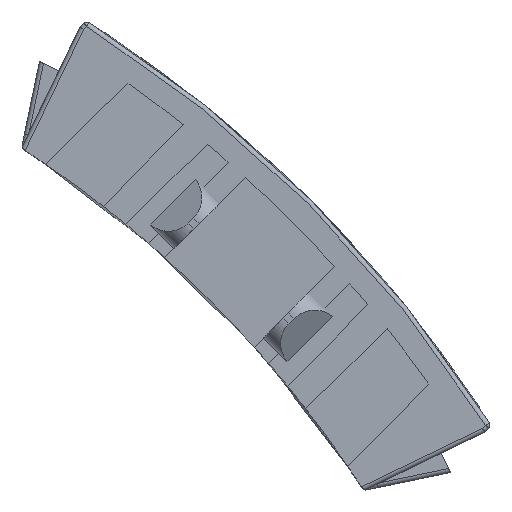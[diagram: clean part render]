
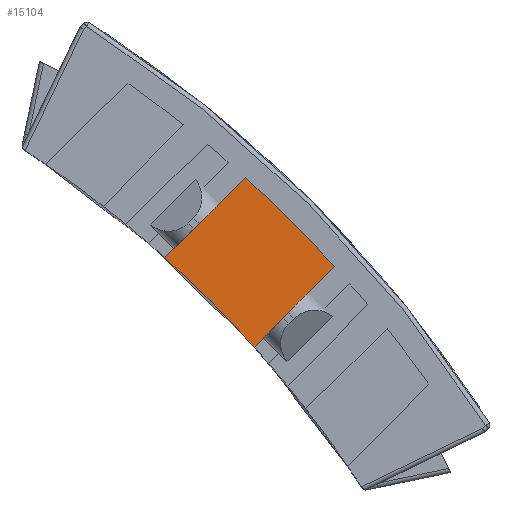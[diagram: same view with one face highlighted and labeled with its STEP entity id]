
A CAD part, front view. The second image highlights one B-rep face of the part: STEP entity #15104.
In plain terms, the highlighted planar face has unit normal (0, -1, 0).
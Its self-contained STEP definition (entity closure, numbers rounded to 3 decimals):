
#650 = EDGE_CURVE ( 'NONE', #9477, #9668, #8928, .T. ) ;
#660 = EDGE_CURVE ( 'NONE', #9586, #9668, #8938, .T. ) ;
#663 = EDGE_CURVE ( 'NONE', #9586, #9588, #8943, .T. ) ;
#665 = EDGE_CURVE ( 'NONE', #9588, #9477, #8945, .T. ) ;
#1559 = CARTESIAN_POINT ( 'NONE',  ( 65.623, 1.5, 59.46 ) ) ;
#1668 = CARTESIAN_POINT ( 'NONE',  ( 53.792, 1.5, 60.053 ) ) ;
#1670 = CARTESIAN_POINT ( 'NONE',  ( 60.053, 1.5, 53.792 ) ) ;
#1750 = CARTESIAN_POINT ( 'NONE',  ( 59.46, 1.5, 65.623 ) ) ;
#4272 = AXIS2_PLACEMENT_3D ( 'NONE', #8169, #8186, #8188 ) ;
#7651 = FACE_OUTER_BOUND ( 'NONE', #10231, .T. ) ;
#8169 = CARTESIAN_POINT ( 'NONE',  ( 0., 1.5, 0. ) ) ;
#8183 = PLANE ( 'NONE',  #4272 ) ;
#8186 = DIRECTION ( 'NONE',  ( 0., -1., 0. ) ) ;
#8188 = DIRECTION ( 'NONE',  ( 0., 0., -1. ) ) ;
#8928 = CIRCLE ( 'NONE', #13580, 88.554 ) ;
#8938 = LINE ( 'NONE', #15335, #8944 ) ;
#8943 = CIRCLE ( 'NONE', #13582, 80.623 ) ;
#8944 = VECTOR ( 'NONE', #15121, 1000. ) ;
#8945 = LINE ( 'NONE', #15302, #8947 ) ;
#8947 = VECTOR ( 'NONE', #15298, 1000. ) ;
#9477 = VERTEX_POINT ( 'NONE', #1559 ) ;
#9586 = VERTEX_POINT ( 'NONE', #1668 ) ;
#9588 = VERTEX_POINT ( 'NONE', #1670 ) ;
#9668 = VERTEX_POINT ( 'NONE', #1750 ) ;
#10231 = EDGE_LOOP ( 'NONE', ( #12258, #12259, #12260, #12261 ) ) ;
#12258 = ORIENTED_EDGE ( 'NONE', *, *, #650, .T. ) ;
#12259 = ORIENTED_EDGE ( 'NONE', *, *, #660, .F. ) ;
#12260 = ORIENTED_EDGE ( 'NONE', *, *, #663, .T. ) ;
#12261 = ORIENTED_EDGE ( 'NONE', *, *, #665, .T. ) ;
#13580 = AXIS2_PLACEMENT_3D ( 'NONE', #15336, #15337, #15297 ) ;
#13582 = AXIS2_PLACEMENT_3D ( 'NONE', #15291, #14812, #14767 ) ;
#14767 = DIRECTION ( 'NONE',  ( 0., 0., -1. ) ) ;
#14812 = DIRECTION ( 'NONE',  ( 0., 1., 0. ) ) ;
#15104 = ADVANCED_FACE ( 'NONE', ( #7651 ), #8183, .T. ) ;
#15121 = DIRECTION ( 'NONE',  ( 0.713, 0., 0.701 ) ) ;
#15291 = CARTESIAN_POINT ( 'NONE',  ( 0., 1.5, 0. ) ) ;
#15297 = DIRECTION ( 'NONE',  ( 0., 0., -1. ) ) ;
#15298 = DIRECTION ( 'NONE',  ( 0.701, 0., 0.713 ) ) ;
#15302 = CARTESIAN_POINT ( 'NONE',  ( 3.659, 1.5, -3.595 ) ) ;
#15335 = CARTESIAN_POINT ( 'NONE',  ( 53.792, 1.5, 60.053 ) ) ;
#15336 = CARTESIAN_POINT ( 'NONE',  ( 0., 1.5, 0. ) ) ;
#15337 = DIRECTION ( 'NONE',  ( 0., -1., 0. ) ) ;
